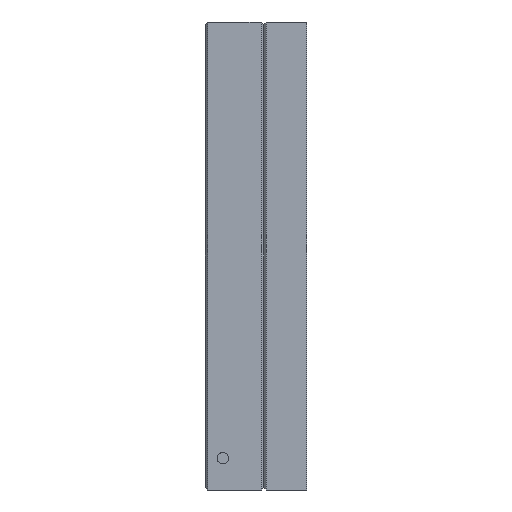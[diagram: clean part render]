
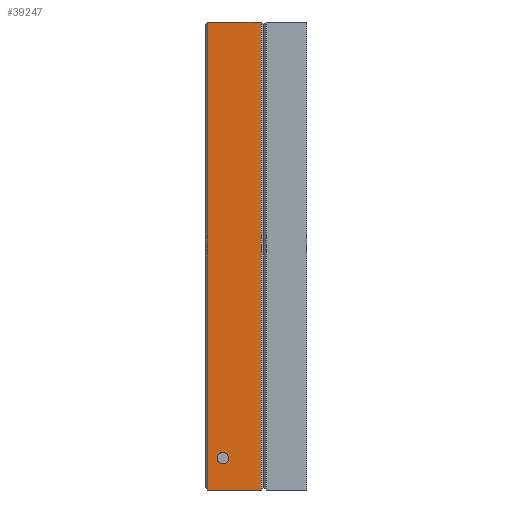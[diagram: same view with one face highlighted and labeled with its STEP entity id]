
A CAD part, left-side view. The second image highlights one B-rep face of the part: STEP entity #39247.
In plain terms, the highlighted planar face has unit normal (-1, 0, 0).
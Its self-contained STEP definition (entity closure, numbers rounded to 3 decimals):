
#3606 = EDGE_LOOP ( 'NONE', ( #82752 ) ) ;
#3699 = EDGE_CURVE ( 'NONE', #115547, #80642, #64449, .T. ) ;
#7403 = VERTEX_POINT ( 'NONE', #112621 ) ;
#9773 = CARTESIAN_POINT ( 'NONE',  ( -48.821, 25.447, 46. ) ) ;
#12705 = CIRCLE ( 'NONE', #68490, 1.13 ) ;
#19823 = EDGE_CURVE ( 'NONE', #119280, #115547, #120777, .T. ) ;
#20876 = CARTESIAN_POINT ( 'NONE',  ( -48.821, 14.947, 138. ) ) ;
#26782 = VECTOR ( 'NONE', #53886, 1000. ) ;
#29619 = CARTESIAN_POINT ( 'NONE',  ( -48.821, 22.447, 53.38 ) ) ;
#30696 = DIRECTION ( 'NONE',  ( 0., 0., -1. ) ) ;
#33539 = VECTOR ( 'NONE', #99814, 1000. ) ;
#36062 = VECTOR ( 'NONE', #30696, 1000. ) ;
#39247 = ADVANCED_FACE ( 'NONE', ( #112528, #59408 ), #48889, .F. ) ;
#43037 = DIRECTION ( 'NONE',  ( -1., 0., 0. ) ) ;
#43145 = CARTESIAN_POINT ( 'NONE',  ( -48.821, 25.447, 46. ) ) ;
#46089 = CARTESIAN_POINT ( 'NONE',  ( -48.821, 25.947, 138. ) ) ;
#47420 = EDGE_CURVE ( 'NONE', #93868, #93868, #12705, .T. ) ;
#48513 = ORIENTED_EDGE ( 'NONE', *, *, #19823, .T. ) ;
#48889 = PLANE ( 'NONE',  #52235 ) ;
#52235 = AXIS2_PLACEMENT_3D ( 'NONE', #75383, #116687, #84482 ) ;
#52510 = CARTESIAN_POINT ( 'NONE',  ( -48.821, 14.947, 46. ) ) ;
#53886 = DIRECTION ( 'NONE',  ( 0., 0., 1. ) ) ;
#56771 = CARTESIAN_POINT ( 'NONE',  ( -48.821, 14.947, 46. ) ) ;
#57312 = LINE ( 'NONE', #46089, #58166 ) ;
#58166 = VECTOR ( 'NONE', #88764, 1000. ) ;
#59408 = FACE_OUTER_BOUND ( 'NONE', #120475, .T. ) ;
#61994 = CARTESIAN_POINT ( 'NONE',  ( -48.821, 22.447, 52.25 ) ) ;
#64449 = LINE ( 'NONE', #52510, #26782 ) ;
#67687 = CARTESIAN_POINT ( 'NONE',  ( -48.821, 25.947, 46. ) ) ;
#68490 = AXIS2_PLACEMENT_3D ( 'NONE', #61994, #43037, #85672 ) ;
#75383 = CARTESIAN_POINT ( 'NONE',  ( -48.821, 25.947, 46. ) ) ;
#80642 = VERTEX_POINT ( 'NONE', #20876 ) ;
#82752 = ORIENTED_EDGE ( 'NONE', *, *, #47420, .F. ) ;
#84482 = DIRECTION ( 'NONE',  ( 0., 0., -1. ) ) ;
#85672 = DIRECTION ( 'NONE',  ( 0., 0., 1. ) ) ;
#87511 = ORIENTED_EDGE ( 'NONE', *, *, #3699, .T. ) ;
#88764 = DIRECTION ( 'NONE',  ( 0., -1., 0. ) ) ;
#93868 = VERTEX_POINT ( 'NONE', #29619 ) ;
#95000 = LINE ( 'NONE', #9773, #36062 ) ;
#99814 = DIRECTION ( 'NONE',  ( 0., -1., 0. ) ) ;
#101230 = ORIENTED_EDGE ( 'NONE', *, *, #127003, .F. ) ;
#112528 = FACE_BOUND ( 'NONE', #3606, .T. ) ;
#112621 = CARTESIAN_POINT ( 'NONE',  ( -48.821, 25.447, 138. ) ) ;
#115547 = VERTEX_POINT ( 'NONE', #56771 ) ;
#116687 = DIRECTION ( 'NONE',  ( 1., 0., 0. ) ) ;
#119280 = VERTEX_POINT ( 'NONE', #43145 ) ;
#120475 = EDGE_LOOP ( 'NONE', ( #101230, #137690, #48513, #87511 ) ) ;
#120777 = LINE ( 'NONE', #67687, #33539 ) ;
#127003 = EDGE_CURVE ( 'NONE', #7403, #80642, #57312, .T. ) ;
#135523 = EDGE_CURVE ( 'NONE', #7403, #119280, #95000, .T. ) ;
#137690 = ORIENTED_EDGE ( 'NONE', *, *, #135523, .T. ) ;
